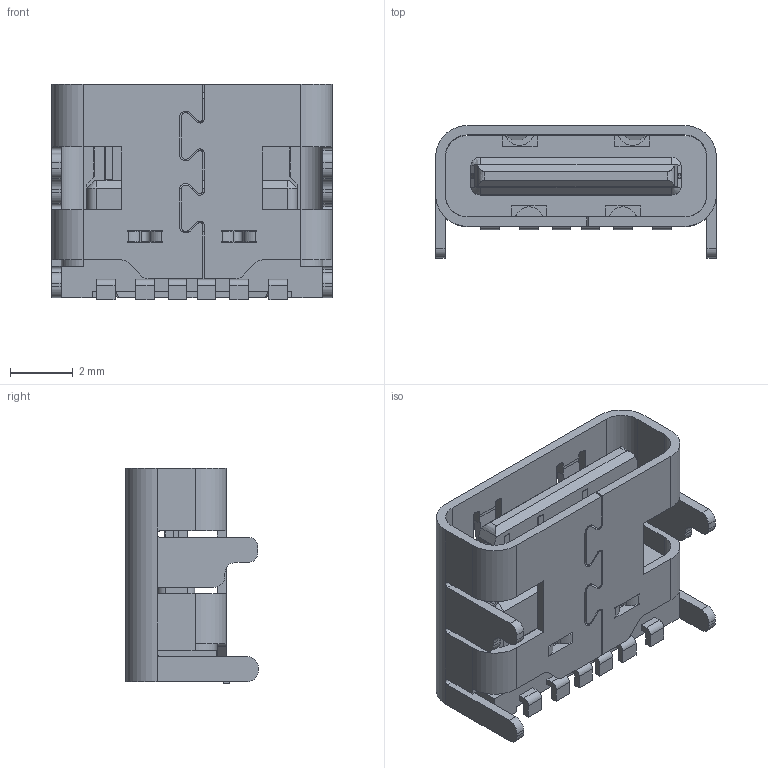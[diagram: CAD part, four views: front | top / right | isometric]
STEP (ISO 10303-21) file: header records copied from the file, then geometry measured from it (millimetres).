
FILE_DESCRIPTION (( 'STEP AP214' ), '1' );
FILE_NAME ('USB Type C 6 pin.STEP', '2022-08-03T07:52:30', ( '' ), ( '' ), 'SwSTEP 2.0', 'SolidWorks 2021', '' );
FILE_SCHEMA (( 'AUTOMOTIVE_DESIGN' ));
Length unit declared in the file: millimetre
Products named in the file (1): USB Type C 6 pin
Bounding box: 8.94 x 4.22 x 6.87 mm (x, y, z)
Volume: 103.3 mm3; surface area: 493.3 mm2
Topology: 16 solids, 16 shells, 515 faces, 1428 edges, 934 vertices
Faces by surface type: plane 365, cylinder 143, bspline 5, cone 2
Entity records: 16721 total; most frequent: CARTESIAN_POINT 3161, ORIENTED_EDGE 2856, DIRECTION 2699, EDGE_CURVE 1428, LINE 1113, VECTOR 1113, VERTEX_POINT 934, AXIS2_PLACEMENT_3D 793
